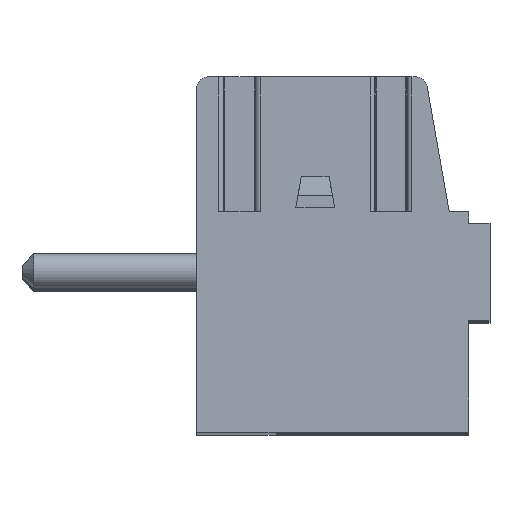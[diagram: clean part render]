
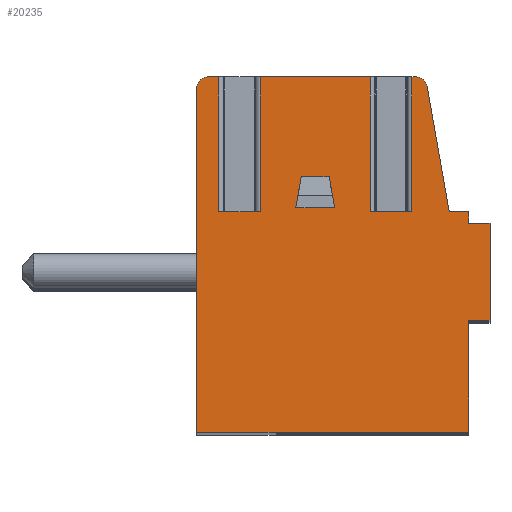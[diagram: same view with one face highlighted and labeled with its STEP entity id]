
A CAD part, top view. The second image highlights one B-rep face of the part: STEP entity #20235.
In plain terms, the highlighted planar face has unit normal (0, 0, 1).
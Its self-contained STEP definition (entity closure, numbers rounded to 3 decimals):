
#2891=DIRECTION('',(-1.,0.,0.));
#2892=VECTOR('',#2891,1.07);
#2893=CARTESIAN_POINT('',(2.035,1.105,1.75));
#2894=LINE('',#2893,#2892);
#2895=DIRECTION('',(0.,1.,0.));
#2896=VECTOR('',#2895,3.47);
#2897=CARTESIAN_POINT('',(2.035,1.105,1.75));
#2898=LINE('',#2897,#2896);
#2899=DIRECTION('',(1.,0.,0.));
#2900=VECTOR('',#2899,0.101);
#2901=CARTESIAN_POINT('',(2.035,4.575,1.75));
#2902=LINE('',#2901,#2900);
#2903=CARTESIAN_POINT('',(2.136,4.275,1.75));
#2904=DIRECTION('',(0.,0.,-1.));
#2905=DIRECTION('',(0.,1.,0.));
#2906=AXIS2_PLACEMENT_3D('',#2903,#2904,#2905);
#2908=DIRECTION('',(0.174,-0.985,0.));
#2909=VECTOR('',#2908,3.272);
#2910=CARTESIAN_POINT('',(2.432,4.327,1.75));
#2911=LINE('',#2910,#2909);
#2912=DIRECTION('',(1.,0.,0.));
#2913=VECTOR('',#2912,0.5);
#2914=CARTESIAN_POINT('',(3.,1.105,1.75));
#2915=LINE('',#2914,#2913);
#2916=DIRECTION('',(0.,-1.,0.));
#2917=VECTOR('',#2916,0.3);
#2918=CARTESIAN_POINT('',(3.5,1.105,1.75));
#2919=LINE('',#2918,#2917);
#2920=DIRECTION('',(0.,-1.,0.));
#2921=VECTOR('',#2920,2.88);
#2922=CARTESIAN_POINT('',(3.5,-1.695,1.75));
#2923=LINE('',#2922,#2921);
#2924=DIRECTION('',(-1.,0.,0.));
#2925=VECTOR('',#2924,7.);
#2926=CARTESIAN_POINT('',(3.5,-4.575,1.75));
#2927=LINE('',#2926,#2925);
#2928=DIRECTION('',(0.,1.,0.));
#2929=VECTOR('',#2928,8.85);
#2930=CARTESIAN_POINT('',(-3.5,-4.575,1.75));
#2931=LINE('',#2930,#2929);
#2932=CARTESIAN_POINT('',(-3.2,4.275,1.75));
#2933=DIRECTION('',(0.,0.,-1.));
#2934=DIRECTION('',(-1.,0.,0.));
#2935=AXIS2_PLACEMENT_3D('',#2932,#2933,#2934);
#2937=DIRECTION('',(1.,0.,0.));
#2938=VECTOR('',#2937,0.265);
#2939=CARTESIAN_POINT('',(-3.2,4.575,1.75));
#2940=LINE('',#2939,#2938);
#2941=DIRECTION('',(0.,1.,0.));
#2942=VECTOR('',#2941,3.47);
#2943=CARTESIAN_POINT('',(-2.935,1.105,1.75));
#2944=LINE('',#2943,#2942);
#2945=DIRECTION('',(-1.,0.,0.));
#2946=VECTOR('',#2945,1.07);
#2947=CARTESIAN_POINT('',(-1.865,1.105,1.75));
#2948=LINE('',#2947,#2946);
#2949=DIRECTION('',(0.,1.,0.));
#2950=VECTOR('',#2949,3.47);
#2951=CARTESIAN_POINT('',(-1.865,1.105,1.75));
#2952=LINE('',#2951,#2950);
#2953=DIRECTION('',(1.,0.,0.));
#2954=VECTOR('',#2953,2.83);
#2955=CARTESIAN_POINT('',(-1.865,4.575,1.75));
#2956=LINE('',#2955,#2954);
#2957=DIRECTION('',(0.,1.,0.));
#2958=VECTOR('',#2957,3.47);
#2959=CARTESIAN_POINT('',(0.965,1.105,1.75));
#2960=LINE('',#2959,#2958);
#2961=DIRECTION('',(-1.,0.,0.));
#2962=VECTOR('',#2961,0.718);
#2963=CARTESIAN_POINT('',(-0.091,2.005,1.75));
#2964=LINE('',#2963,#2962);
#2965=DIRECTION('',(-0.174,-0.985,0.));
#2966=VECTOR('',#2965,0.812);
#2967=CARTESIAN_POINT('',(-0.809,2.005,1.75));
#2968=LINE('',#2967,#2966);
#2969=DIRECTION('',(1.,0.,0.));
#2970=VECTOR('',#2969,1.);
#2971=CARTESIAN_POINT('',(-0.95,1.205,1.75));
#2972=LINE('',#2971,#2970);
#2973=DIRECTION('',(-0.174,0.985,0.));
#2974=VECTOR('',#2973,0.812);
#2975=CARTESIAN_POINT('',(0.05,1.205,1.75));
#2976=LINE('',#2975,#2974);
#3205=DIRECTION('',(-1.,0.,0.));
#3206=VECTOR('',#3205,0.55);
#3207=CARTESIAN_POINT('',(4.05,0.805,1.75));
#3208=LINE('',#3207,#3206);
#3815=DIRECTION('',(0.,1.,0.));
#3816=VECTOR('',#3815,2.5);
#3817=CARTESIAN_POINT('',(4.05,-1.695,1.75));
#3818=LINE('',#3817,#3816);
#3971=DIRECTION('',(1.,0.,0.));
#3972=VECTOR('',#3971,0.55);
#3973=CARTESIAN_POINT('',(3.5,-1.695,1.75));
#3974=LINE('',#3973,#3972);
#12685=CARTESIAN_POINT('',(-3.5,4.275,1.75));
#12686=CARTESIAN_POINT('',(-3.2,4.575,1.75));
#12687=VERTEX_POINT('',#12685);
#12688=VERTEX_POINT('',#12686);
#12689=CARTESIAN_POINT('',(-3.5,-4.575,1.75));
#12690=VERTEX_POINT('',#12689);
#12691=CARTESIAN_POINT('',(3.5,-4.575,1.75));
#12692=VERTEX_POINT('',#12691);
#12693=CARTESIAN_POINT('',(3.5,-1.695,1.75));
#12694=VERTEX_POINT('',#12693);
#12695=CARTESIAN_POINT('',(3.5,1.105,1.75));
#12696=CARTESIAN_POINT('',(3.5,0.805,1.75));
#12697=VERTEX_POINT('',#12695);
#12698=VERTEX_POINT('',#12696);
#12699=CARTESIAN_POINT('',(3.,1.105,1.75));
#12700=VERTEX_POINT('',#12699);
#12701=CARTESIAN_POINT('',(2.432,4.327,1.75));
#12702=VERTEX_POINT('',#12701);
#12703=CARTESIAN_POINT('',(2.136,4.575,1.75));
#12704=VERTEX_POINT('',#12703);
#12842=CARTESIAN_POINT('',(4.05,-1.695,1.75));
#12844=VERTEX_POINT('',#12842);
#12846=CARTESIAN_POINT('',(4.05,0.805,1.75));
#12848=VERTEX_POINT('',#12846);
#13013=CARTESIAN_POINT('',(2.035,1.105,1.75));
#13014=CARTESIAN_POINT('',(0.965,1.105,1.75));
#13015=VERTEX_POINT('',#13013);
#13016=VERTEX_POINT('',#13014);
#13017=CARTESIAN_POINT('',(-1.865,1.105,1.75));
#13018=CARTESIAN_POINT('',(-2.935,1.105,1.75));
#13019=VERTEX_POINT('',#13017);
#13020=VERTEX_POINT('',#13018);
#13021=CARTESIAN_POINT('',(-2.935,4.575,1.75));
#13022=VERTEX_POINT('',#13021);
#13023=CARTESIAN_POINT('',(-1.865,4.575,1.75));
#13024=VERTEX_POINT('',#13023);
#13025=CARTESIAN_POINT('',(2.035,4.575,1.75));
#13026=VERTEX_POINT('',#13025);
#13027=CARTESIAN_POINT('',(0.965,4.575,1.75));
#13028=VERTEX_POINT('',#13027);
#13057=CARTESIAN_POINT('',(-0.95,1.205,1.75));
#13058=CARTESIAN_POINT('',(0.05,1.205,1.75));
#13059=VERTEX_POINT('',#13057);
#13060=VERTEX_POINT('',#13058);
#13062=CARTESIAN_POINT('',(-0.809,2.005,1.75));
#13064=VERTEX_POINT('',#13062);
#13065=CARTESIAN_POINT('',(-0.091,2.005,1.75));
#13066=VERTEX_POINT('',#13065);
#20182=CARTESIAN_POINT('',(0.,0.,1.75));
#20183=DIRECTION('',(0.,0.,1.));
#20184=DIRECTION('',(1.,0.,0.));
#20185=AXIS2_PLACEMENT_3D('',#20182,#20183,#20184);
#20186=PLANE('',#20185);
#20188=ORIENTED_EDGE('',*,*,#20187,.F.);
#20190=ORIENTED_EDGE('',*,*,#20189,.T.);
#20191=ORIENTED_EDGE('',*,*,#16506,.T.);
#20193=ORIENTED_EDGE('',*,*,#20192,.T.);
#20195=ORIENTED_EDGE('',*,*,#20194,.T.);
#20197=ORIENTED_EDGE('',*,*,#20196,.T.);
#20199=ORIENTED_EDGE('',*,*,#20198,.T.);
#20201=ORIENTED_EDGE('',*,*,#20200,.F.);
#20203=ORIENTED_EDGE('',*,*,#20202,.F.);
#20205=ORIENTED_EDGE('',*,*,#20204,.F.);
#20207=ORIENTED_EDGE('',*,*,#20206,.T.);
#20209=ORIENTED_EDGE('',*,*,#20208,.T.);
#20211=ORIENTED_EDGE('',*,*,#20210,.T.);
#20213=ORIENTED_EDGE('',*,*,#20212,.T.);
#20214=ORIENTED_EDGE('',*,*,#16471,.T.);
#20216=ORIENTED_EDGE('',*,*,#20215,.F.);
#20218=ORIENTED_EDGE('',*,*,#20217,.F.);
#20219=ORIENTED_EDGE('',*,*,#20173,.T.);
#20220=ORIENTED_EDGE('',*,*,#16522,.T.);
#20222=ORIENTED_EDGE('',*,*,#20221,.F.);
#20223=EDGE_LOOP('',(#20188,#20190,#20191,#20193,#20195,#20197,#20199,#20201,
#20203,#20205,#20207,#20209,#20211,#20213,#20214,#20216,#20218,#20219,#20220,
#20222));
#20224=FACE_OUTER_BOUND('',#20223,.F.);
#20226=ORIENTED_EDGE('',*,*,#20225,.T.);
#20228=ORIENTED_EDGE('',*,*,#20227,.T.);
#20230=ORIENTED_EDGE('',*,*,#20229,.T.);
#20232=ORIENTED_EDGE('',*,*,#20231,.T.);
#20233=EDGE_LOOP('',(#20226,#20228,#20230,#20232));
#20234=FACE_BOUND('',#20233,.F.);
#2907=CIRCLE('',#2906,0.3);
#2936=CIRCLE('',#2935,0.3);
#16471=EDGE_CURVE('',#12688,#13022,#2940,.T.);
#16506=EDGE_CURVE('',#13026,#12704,#2902,.T.);
#16522=EDGE_CURVE('',#13024,#13028,#2956,.T.);
#20173=EDGE_CURVE('',#13019,#13024,#2952,.T.);
#20187=EDGE_CURVE('',#13015,#13016,#2894,.T.);
#20189=EDGE_CURVE('',#13015,#13026,#2898,.T.);
#20192=EDGE_CURVE('',#12704,#12702,#2907,.T.);
#20194=EDGE_CURVE('',#12702,#12700,#2911,.T.);
#20196=EDGE_CURVE('',#12700,#12697,#2915,.T.);
#20198=EDGE_CURVE('',#12697,#12698,#2919,.T.);
#20200=EDGE_CURVE('',#12848,#12698,#3208,.T.);
#20202=EDGE_CURVE('',#12844,#12848,#3818,.T.);
#20204=EDGE_CURVE('',#12694,#12844,#3974,.T.);
#20206=EDGE_CURVE('',#12694,#12692,#2923,.T.);
#20208=EDGE_CURVE('',#12692,#12690,#2927,.T.);
#20210=EDGE_CURVE('',#12690,#12687,#2931,.T.);
#20212=EDGE_CURVE('',#12687,#12688,#2936,.T.);
#20215=EDGE_CURVE('',#13020,#13022,#2944,.T.);
#20217=EDGE_CURVE('',#13019,#13020,#2948,.T.);
#20221=EDGE_CURVE('',#13016,#13028,#2960,.T.);
#20225=EDGE_CURVE('',#13066,#13064,#2964,.T.);
#20227=EDGE_CURVE('',#13064,#13059,#2968,.T.);
#20229=EDGE_CURVE('',#13059,#13060,#2972,.T.);
#20231=EDGE_CURVE('',#13060,#13066,#2976,.T.);
#20235=ADVANCED_FACE('',(#20224,#20234),#20186,.T.);
